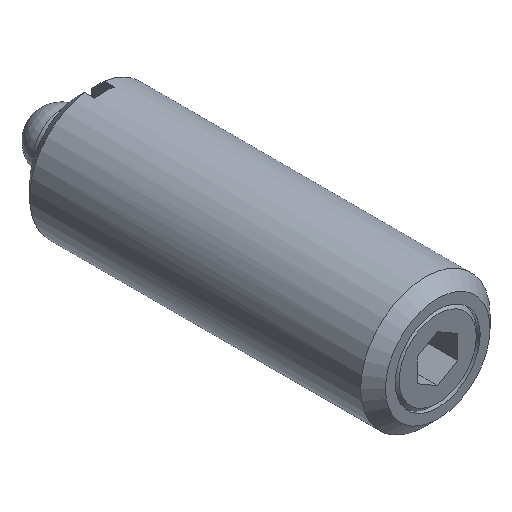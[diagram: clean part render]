
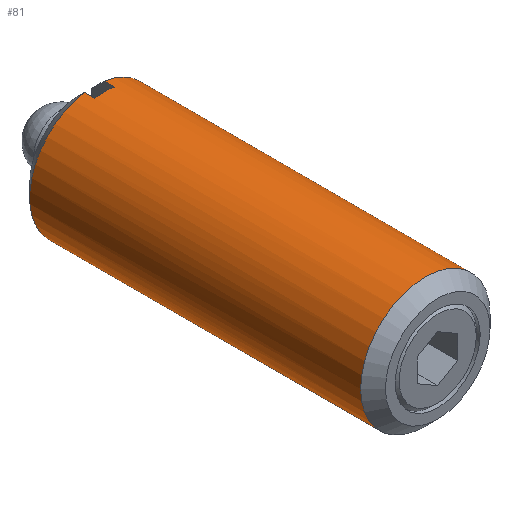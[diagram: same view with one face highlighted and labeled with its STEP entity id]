
A CAD part, isometric view. The second image highlights one B-rep face of the part: STEP entity #81.
In plain terms, the highlighted cylindrical face has radius 4 mm (diameter 8 mm), a full revolution.
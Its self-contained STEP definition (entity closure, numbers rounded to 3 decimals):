
#81 = ADVANCED_FACE( '', ( #212, #213 ), #214, .T. );
#212 = FACE_OUTER_BOUND( '', #408, .T. );
#213 = FACE_OUTER_BOUND( '', #409, .T. );
#214 = CYLINDRICAL_SURFACE( '', #410, 4. );
#408 = EDGE_LOOP( '', ( #598 ) );
#409 = EDGE_LOOP( '', ( #599, #600, #601, #602, #603, #604, #605, #606, #607, #608, #609, #610, #611, #612, #613, #614 ) );
#410 = AXIS2_PLACEMENT_3D( '', #615, #616, #617 );
#598 = ORIENTED_EDGE( '', *, *, #1076, .F. );
#599 = ORIENTED_EDGE( '', *, *, #1077, .F. );
#600 = ORIENTED_EDGE( '', *, *, #1078, .T. );
#601 = ORIENTED_EDGE( '', *, *, #1079, .T. );
#602 = ORIENTED_EDGE( '', *, *, #1080, .T. );
#603 = ORIENTED_EDGE( '', *, *, #1081, .T. );
#604 = ORIENTED_EDGE( '', *, *, #1082, .F. );
#605 = ORIENTED_EDGE( '', *, *, #1083, .F. );
#606 = ORIENTED_EDGE( '', *, *, #1084, .F. );
#607 = ORIENTED_EDGE( '', *, *, #1085, .T. );
#608 = ORIENTED_EDGE( '', *, *, #1086, .F. );
#609 = ORIENTED_EDGE( '', *, *, #1087, .F. );
#610 = ORIENTED_EDGE( '', *, *, #1088, .F. );
#611 = ORIENTED_EDGE( '', *, *, #1089, .T. );
#612 = ORIENTED_EDGE( '', *, *, #1090, .F. );
#613 = ORIENTED_EDGE( '', *, *, #1091, .F. );
#614 = ORIENTED_EDGE( '', *, *, #1092, .F. );
#615 = CARTESIAN_POINT( '', ( 0., 0., 0. ) );
#616 = DIRECTION( '', ( 0., 1., 0. ) );
#617 = DIRECTION( '', ( 0., 0., -1. ) );
#1076 = EDGE_CURVE( '', #1259, #1259, #1260, .T. );
#1077 = EDGE_CURVE( '', #1261, #1262, #1263, .T. );
#1078 = EDGE_CURVE( '', #1261, #1264, #1265, .F. );
#1079 = EDGE_CURVE( '', #1264, #1266, #1267, .F. );
#1080 = EDGE_CURVE( '', #1266, #1268, #1269, .F. );
#1081 = EDGE_CURVE( '', #1268, #1270, #1271, .T. );
#1082 = EDGE_CURVE( '', #1272, #1270, #1273, .F. );
#1083 = EDGE_CURVE( '', #1274, #1272, #1275, .T. );
#1084 = EDGE_CURVE( '', #1276, #1274, #1277, .T. );
#1085 = EDGE_CURVE( '', #1276, #1278, #1279, .T. );
#1086 = EDGE_CURVE( '', #1280, #1278, #1281, .F. );
#1087 = EDGE_CURVE( '', #1282, #1280, #1283, .T. );
#1088 = EDGE_CURVE( '', #1284, #1282, #1285, .T. );
#1089 = EDGE_CURVE( '', #1284, #1286, #1287, .T. );
#1090 = EDGE_CURVE( '', #1288, #1286, #1289, .F. );
#1091 = EDGE_CURVE( '', #1290, #1288, #1291, .F. );
#1092 = EDGE_CURVE( '', #1262, #1290, #1292, .F. );
#1259 = VERTEX_POINT( '', #1525 );
#1260 = CIRCLE( '', #1526, 4. );
#1261 = VERTEX_POINT( '', #1527 );
#1262 = VERTEX_POINT( '', #1528 );
#1263 = CIRCLE( '', #1529, 4. );
#1264 = VERTEX_POINT( '', #1530 );
#1265 = LINE( '', #1531, #1532 );
#1266 = VERTEX_POINT( '', #1533 );
#1267 = LINE( '', #1534, #1535 );
#1268 = VERTEX_POINT( '', #1536 );
#1269 = LINE( '', #1537, #1538 );
#1270 = VERTEX_POINT( '', #1539 );
#1271 = CIRCLE( '', #1540, 4. );
#1272 = VERTEX_POINT( '', #1541 );
#1273 = LINE( '', #1542, #1543 );
#1274 = VERTEX_POINT( '', #1544 );
#1275 = CIRCLE( '', #1545, 4. );
#1276 = VERTEX_POINT( '', #1546 );
#1277 = LINE( '', #1547, #1548 );
#1278 = VERTEX_POINT( '', #1549 );
#1279 = CIRCLE( '', #1550, 4. );
#1280 = VERTEX_POINT( '', #1551 );
#1281 = LINE( '', #1552, #1553 );
#1282 = VERTEX_POINT( '', #1554 );
#1283 = CIRCLE( '', #1555, 4. );
#1284 = VERTEX_POINT( '', #1556 );
#1285 = LINE( '', #1557, #1558 );
#1286 = VERTEX_POINT( '', #1559 );
#1287 = CIRCLE( '', #1560, 4. );
#1288 = VERTEX_POINT( '', #1561 );
#1289 = LINE( '', #1562, #1563 );
#1290 = VERTEX_POINT( '', #1564 );
#1291 = LINE( '', #1565, #1566 );
#1292 = LINE( '', #1567, #1568 );
#1525 = CARTESIAN_POINT( '', ( 0., 0.767, -4. ) );
#1526 = AXIS2_PLACEMENT_3D( '', #2021, #2022, #2023 );
#1527 = CARTESIAN_POINT( '', ( 3.972, 9.8, 0.475 ) );
#1528 = CARTESIAN_POINT( '', ( 3.972, 9.8, -0.475 ) );
#1529 = AXIS2_PLACEMENT_3D( '', #2024, #2025, #2026 );
#1530 = CARTESIAN_POINT( '', ( 3.972, 11.5, 0.475 ) );
#1531 = CARTESIAN_POINT( '', ( 3.972, 0., 0.475 ) );
#1532 = VECTOR( '', #2027, 1000. );
#1533 = CARTESIAN_POINT( '', ( 3.972, 19.5, 0.475 ) );
#1534 = CARTESIAN_POINT( '', ( 3.972, 0., 0.475 ) );
#1535 = VECTOR( '', #2028, 1000. );
#1536 = CARTESIAN_POINT( '', ( 3.972, 21.233, 0.475 ) );
#1537 = CARTESIAN_POINT( '', ( 3.972, 0., 0.475 ) );
#1538 = VECTOR( '', #2029, 1000. );
#1539 = CARTESIAN_POINT( '', ( 0.6, 21.233, 3.955 ) );
#1540 = AXIS2_PLACEMENT_3D( '', #2030, #2031, #2032 );
#1541 = CARTESIAN_POINT( '', ( 0.6, 20.6, 3.955 ) );
#1542 = CARTESIAN_POINT( '', ( 0.6, 0., 3.955 ) );
#1543 = VECTOR( '', #2033, 1000. );
#1544 = CARTESIAN_POINT( '', ( -0.6, 20.6, 3.955 ) );
#1545 = AXIS2_PLACEMENT_3D( '', #2034, #2035, #2036 );
#1546 = CARTESIAN_POINT( '', ( -0.6, 21.233, 3.955 ) );
#1547 = CARTESIAN_POINT( '', ( -0.6, 0., 3.955 ) );
#1548 = VECTOR( '', #2037, 1000. );
#1549 = CARTESIAN_POINT( '', ( -0.6, 21.233, -3.955 ) );
#1550 = AXIS2_PLACEMENT_3D( '', #2038, #2039, #2040 );
#1551 = CARTESIAN_POINT( '', ( -0.6, 20.6, -3.955 ) );
#1552 = CARTESIAN_POINT( '', ( -0.6, 0., -3.955 ) );
#1553 = VECTOR( '', #2041, 1000. );
#1554 = CARTESIAN_POINT( '', ( 0.6, 20.6, -3.955 ) );
#1555 = AXIS2_PLACEMENT_3D( '', #2042, #2043, #2044 );
#1556 = CARTESIAN_POINT( '', ( 0.6, 21.233, -3.955 ) );
#1557 = CARTESIAN_POINT( '', ( 0.6, 0., -3.955 ) );
#1558 = VECTOR( '', #2045, 1000. );
#1559 = CARTESIAN_POINT( '', ( 3.972, 21.233, -0.475 ) );
#1560 = AXIS2_PLACEMENT_3D( '', #2046, #2047, #2048 );
#1561 = CARTESIAN_POINT( '', ( 3.972, 19.5, -0.475 ) );
#1562 = CARTESIAN_POINT( '', ( 3.972, 0., -0.475 ) );
#1563 = VECTOR( '', #2049, 1000. );
#1564 = CARTESIAN_POINT( '', ( 3.972, 11.5, -0.475 ) );
#1565 = CARTESIAN_POINT( '', ( 3.972, 0., -0.475 ) );
#1566 = VECTOR( '', #2050, 1000. );
#1567 = CARTESIAN_POINT( '', ( 3.972, 0., -0.475 ) );
#1568 = VECTOR( '', #2051, 1000. );
#2021 = CARTESIAN_POINT( '', ( 0., 0.767, 0. ) );
#2022 = DIRECTION( '', ( 0., -1., 0. ) );
#2023 = DIRECTION( '', ( 0., 0., -1. ) );
#2024 = CARTESIAN_POINT( '', ( 0., 9.8, 0. ) );
#2025 = DIRECTION( '', ( 0., 1., 0. ) );
#2026 = DIRECTION( '', ( 0., 0., 1. ) );
#2027 = DIRECTION( '', ( 0., -1., 0. ) );
#2028 = DIRECTION( '', ( 0., -1., 0. ) );
#2029 = DIRECTION( '', ( 0., -1., 0. ) );
#2030 = CARTESIAN_POINT( '', ( 0., 21.233, 0. ) );
#2031 = DIRECTION( '', ( 0., -1., 0. ) );
#2032 = DIRECTION( '', ( 0., 0., -1. ) );
#2033 = DIRECTION( '', ( 0., -1., 0. ) );
#2034 = CARTESIAN_POINT( '', ( 0., 20.6, 0. ) );
#2035 = DIRECTION( '', ( 0., 1., 0. ) );
#2036 = DIRECTION( '', ( 0., 0., 1. ) );
#2037 = DIRECTION( '', ( 0., -1., 0. ) );
#2038 = CARTESIAN_POINT( '', ( 0., 21.233, 0. ) );
#2039 = DIRECTION( '', ( 0., -1., 0. ) );
#2040 = DIRECTION( '', ( 0., 0., -1. ) );
#2041 = DIRECTION( '', ( 0., -1., 0. ) );
#2042 = CARTESIAN_POINT( '', ( 0., 20.6, 0. ) );
#2043 = DIRECTION( '', ( 0., 1., 0. ) );
#2044 = DIRECTION( '', ( 0., 0., 1. ) );
#2045 = DIRECTION( '', ( 0., -1., 0. ) );
#2046 = CARTESIAN_POINT( '', ( 0., 21.233, 0. ) );
#2047 = DIRECTION( '', ( 0., -1., 0. ) );
#2048 = DIRECTION( '', ( 0., 0., -1. ) );
#2049 = DIRECTION( '', ( 0., -1., 0. ) );
#2050 = DIRECTION( '', ( 0., -1., 0. ) );
#2051 = DIRECTION( '', ( 0., -1., 0. ) );
